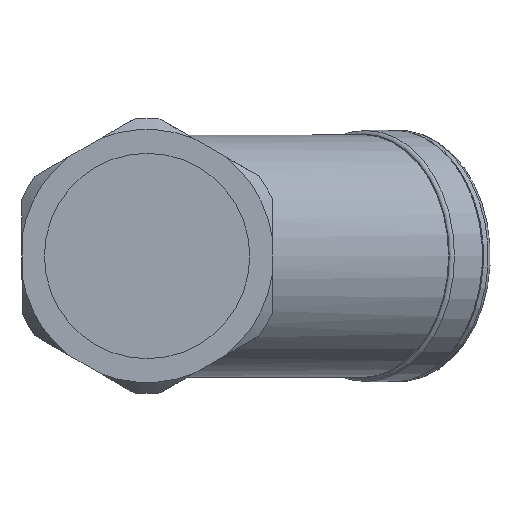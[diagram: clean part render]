
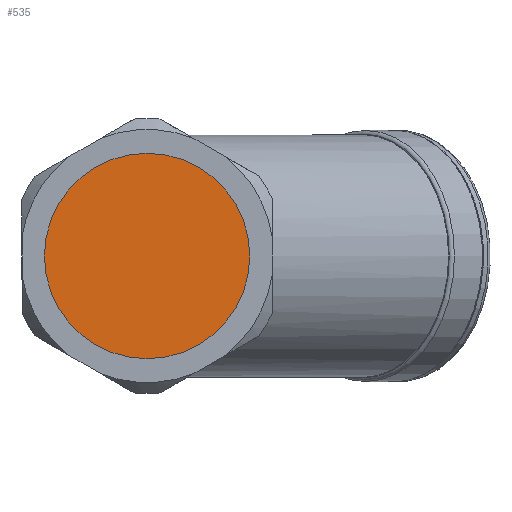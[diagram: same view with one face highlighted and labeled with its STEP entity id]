
A CAD part, left-side view. The second image highlights one B-rep face of the part: STEP entity #535.
In plain terms, the highlighted planar face has unit normal (-1, 0, 0).
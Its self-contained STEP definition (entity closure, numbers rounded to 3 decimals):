
#519=CARTESIAN_POINT('',(-118.,0.,0.));
#520=DIRECTION('',(1.0,0.0,0.0));
#521=DIRECTION('',(0.0,0.0,-1.0));
#522=AXIS2_PLACEMENT_3D('',#519,#520,#521);
#523=PLANE('',#522);
#524=CARTESIAN_POINT('',(-118.0,0.,28.0));
#525=VERTEX_POINT('',#524);
#526=CARTESIAN_POINT('',(-118.0,0.0,0.));
#527=DIRECTION('',(1.0,0.0,0.0));
#528=DIRECTION('',(0.0,0.0,-1.0));
#529=AXIS2_PLACEMENT_3D('',#526,#527,#528);
#530=CIRCLE('',#529,28.);
#531=EDGE_CURVE('',#525,#525,#530,.T.);
#532=ORIENTED_EDGE('',*,*,#531,.F.);
#533=EDGE_LOOP('',(#532));
#534=FACE_OUTER_BOUND('',#533,.T.);
#535=ADVANCED_FACE('',(#534),#523,.F.);
